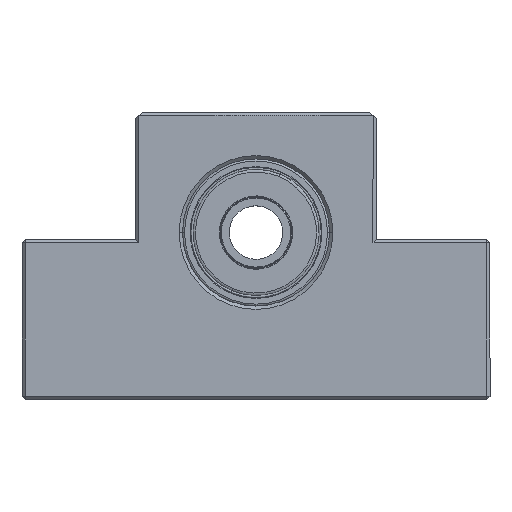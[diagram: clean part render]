
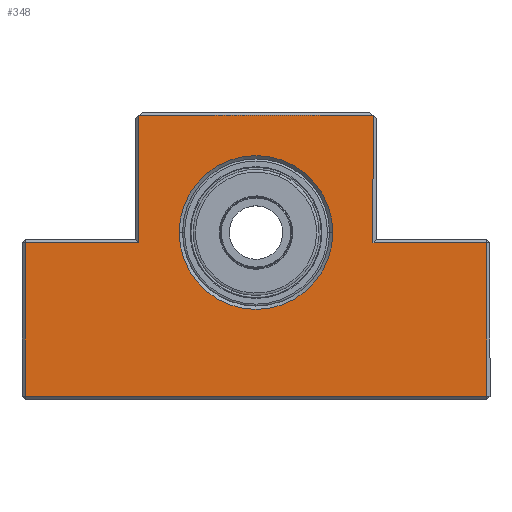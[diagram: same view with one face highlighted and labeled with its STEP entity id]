
A CAD part, top view. The second image highlights one B-rep face of the part: STEP entity #348.
In plain terms, the highlighted planar face has unit normal (0, 0, 1).
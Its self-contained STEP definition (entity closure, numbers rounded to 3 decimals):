
#206 = VERTEX_POINT ( 'NONE', #1698 ) ;
#216 = EDGE_LOOP ( 'NONE', ( #225, #335 ) ) ;
#220 = VERTEX_POINT ( 'NONE', #1683 ) ;
#221 = ORIENTED_EDGE ( 'NONE', *, *, #223, .T. ) ;
#223 = EDGE_CURVE ( 'NONE', #220, #4405, #1742, .T. ) ;
#225 = ORIENTED_EDGE ( 'NONE', *, *, #4343, .T. ) ;
#229 = EDGE_CURVE ( 'NONE', #302, #220, #1726, .T. ) ;
#291 = ORIENTED_EDGE ( 'NONE', *, *, #229, .T. ) ;
#294 = VERTEX_POINT ( 'NONE', #1858 ) ;
#295 = ORIENTED_EDGE ( 'NONE', *, *, #296, .T. ) ;
#296 = EDGE_CURVE ( 'NONE', #294, #302, #1857, .T. ) ;
#302 = VERTEX_POINT ( 'NONE', #1841 ) ;
#317 = ORIENTED_EDGE ( 'NONE', *, *, #326, .T. ) ;
#322 = EDGE_LOOP ( 'NONE', ( #317, #295, #291, #221, #4407, #4393, #4396, #4388 ) ) ;
#326 = EDGE_CURVE ( 'NONE', #206, #294, #1916, .T. ) ;
#331 = EDGE_CURVE ( 'NONE', #4359, #4317, #1902, .T. ) ;
#335 = ORIENTED_EDGE ( 'NONE', *, *, #331, .T. ) ;
#348 = ADVANCED_FACE ( 'NONE', ( #1931, #1932 ), #1995, .T. ) ;
#417 = EDGE_CURVE ( 'NONE', #4399, #206, #2075, .T. ) ;
#1004 = CARTESIAN_POINT ( 'NONE',  ( 11.5, 25., 10. ) ) ;
#1053 = CARTESIAN_POINT ( 'NONE',  ( -11.5, 25., 10. ) ) ;
#1070 = DIRECTION ( 'NONE',  ( 1., 0., 0. ) ) ;
#1071 = DIRECTION ( 'NONE',  ( 0., 0., -1. ) ) ;
#1072 = AXIS2_PLACEMENT_3D ( 'NONE', #1077, #1071, #1070 ) ;
#1073 = CIRCLE ( 'NONE', #1072, 11.5 ) ;
#1077 = CARTESIAN_POINT ( 'NONE',  ( 0., 25., 10. ) ) ;
#1114 = CARTESIAN_POINT ( 'NONE',  ( -34.5, 23.5, 10. ) ) ;
#1115 = CARTESIAN_POINT ( 'NONE',  ( -17.5, 23.5, 10. ) ) ;
#1120 = CARTESIAN_POINT ( 'NONE',  ( 34.5, 0.5, 10. ) ) ;
#1121 = DIRECTION ( 'NONE',  ( 1., 0., 0. ) ) ;
#1122 = VECTOR ( 'NONE', #1121, 1000. ) ;
#1123 = CARTESIAN_POINT ( 'NONE',  ( 35., 0.5, 10. ) ) ;
#1124 = LINE ( 'NONE', #1123, #1122 ) ;
#1131 = CARTESIAN_POINT ( 'NONE',  ( -34.5, 0.5, 10. ) ) ;
#1132 = DIRECTION ( 'NONE',  ( 0., -1., 0. ) ) ;
#1133 = VECTOR ( 'NONE', #1132, 1000. ) ;
#1134 = CARTESIAN_POINT ( 'NONE',  ( -34.5, 0., 10. ) ) ;
#1135 = LINE ( 'NONE', #1134, #1133 ) ;
#1176 = DIRECTION ( 'NONE',  ( -1., 0., 0. ) ) ;
#1177 = VECTOR ( 'NONE', #1176, 1000. ) ;
#1178 = CARTESIAN_POINT ( 'NONE',  ( -35., 23.5, 10. ) ) ;
#1179 = LINE ( 'NONE', #1178, #1177 ) ;
#1683 = CARTESIAN_POINT ( 'NONE',  ( -17.5, 42.5, 10. ) ) ;
#1698 = CARTESIAN_POINT ( 'NONE',  ( 34.5, 23.5, 10. ) ) ;
#1723 = DIRECTION ( 'NONE',  ( -1., 0., 0. ) ) ;
#1724 = VECTOR ( 'NONE', #1723, 1000. ) ;
#1725 = CARTESIAN_POINT ( 'NONE',  ( -17., 42.5, 10. ) ) ;
#1726 = LINE ( 'NONE', #1725, #1724 ) ;
#1734 = DIRECTION ( 'NONE',  ( 0., -1., 0. ) ) ;
#1735 = VECTOR ( 'NONE', #1734, 1000. ) ;
#1736 = CARTESIAN_POINT ( 'NONE',  ( -17.5, 24., 10. ) ) ;
#1742 = LINE ( 'NONE', #1736, #1735 ) ;
#1841 = CARTESIAN_POINT ( 'NONE',  ( 17.5, 42.5, 10. ) ) ;
#1854 = DIRECTION ( 'NONE',  ( 0., 1., 0. ) ) ;
#1855 = VECTOR ( 'NONE', #1854, 1000. ) ;
#1856 = CARTESIAN_POINT ( 'NONE',  ( 17.5, 42., 10. ) ) ;
#1857 = LINE ( 'NONE', #1856, #1855 ) ;
#1858 = CARTESIAN_POINT ( 'NONE',  ( 17.5, 23.5, 10. ) ) ;
#1899 = DIRECTION ( 'NONE',  ( 0., 0., -1. ) ) ;
#1900 = CARTESIAN_POINT ( 'NONE',  ( 0., 25., 10. ) ) ;
#1901 = AXIS2_PLACEMENT_3D ( 'NONE', #1900, #1899, #1962 ) ;
#1902 = CIRCLE ( 'NONE', #1901, 11.5 ) ;
#1913 = DIRECTION ( 'NONE',  ( -1., 0., 0. ) ) ;
#1914 = VECTOR ( 'NONE', #1913, 1000. ) ;
#1915 = CARTESIAN_POINT ( 'NONE',  ( 18., 23.5, 10. ) ) ;
#1916 = LINE ( 'NONE', #1915, #1914 ) ;
#1931 = FACE_BOUND ( 'NONE', #216, .T. ) ;
#1932 = FACE_OUTER_BOUND ( 'NONE', #322, .T. ) ;
#1962 = DIRECTION ( 'NONE',  ( 1., 0., 0. ) ) ;
#1990 = DIRECTION ( 'NONE',  ( 1., 0., 0. ) ) ;
#1991 = DIRECTION ( 'NONE',  ( 0., 0., 1. ) ) ;
#1992 = CARTESIAN_POINT ( 'NONE',  ( 35., 24., 10. ) ) ;
#1993 = AXIS2_PLACEMENT_3D ( 'NONE', #1992, #1991, #1990 ) ;
#1995 = PLANE ( 'NONE',  #1993 ) ;
#2072 = DIRECTION ( 'NONE',  ( 0., 1., 0. ) ) ;
#2073 = VECTOR ( 'NONE', #2072, 1000. ) ;
#2074 = CARTESIAN_POINT ( 'NONE',  ( 34.5, 24., 10. ) ) ;
#2075 = LINE ( 'NONE', #2074, #2073 ) ;
#4317 = VERTEX_POINT ( 'NONE', #1004 ) ;
#4343 = EDGE_CURVE ( 'NONE', #4317, #4359, #1073, .T. ) ;
#4359 = VERTEX_POINT ( 'NONE', #1053 ) ;
#4388 = ORIENTED_EDGE ( 'NONE', *, *, #417, .T. ) ;
#4393 = ORIENTED_EDGE ( 'NONE', *, *, #4394, .T. ) ;
#4394 = EDGE_CURVE ( 'NONE', #4406, #4395, #1135, .T. ) ;
#4395 = VERTEX_POINT ( 'NONE', #1131 ) ;
#4396 = ORIENTED_EDGE ( 'NONE', *, *, #4398, .T. ) ;
#4398 = EDGE_CURVE ( 'NONE', #4395, #4399, #1124, .T. ) ;
#4399 = VERTEX_POINT ( 'NONE', #1120 ) ;
#4405 = VERTEX_POINT ( 'NONE', #1115 ) ;
#4406 = VERTEX_POINT ( 'NONE', #1114 ) ;
#4407 = ORIENTED_EDGE ( 'NONE', *, *, #4408, .T. ) ;
#4408 = EDGE_CURVE ( 'NONE', #4405, #4406, #1179, .T. ) ;
